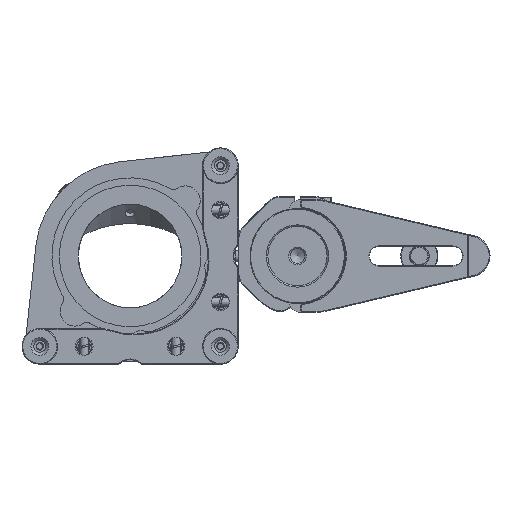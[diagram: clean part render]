
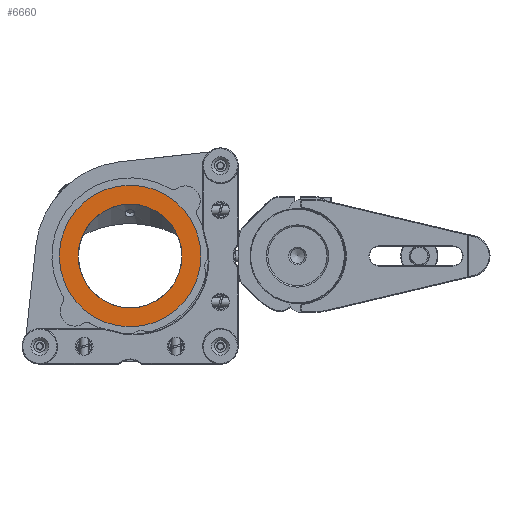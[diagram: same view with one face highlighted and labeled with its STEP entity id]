
A CAD part, front view. The second image highlights one B-rep face of the part: STEP entity #6660.
In plain terms, the highlighted planar face has unit normal (0, -1, 0).
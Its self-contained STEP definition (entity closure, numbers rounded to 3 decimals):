
#5289 = AXIS2_PLACEMENT_3D ( 'NONE', #52714, #19702, #39024 ) ;
#5381 = EDGE_LOOP ( 'NONE', ( #20048 ) ) ;
#6660 = ADVANCED_FACE ( 'NONE', ( #28183, #56227 ), #48112, .F. ) ;
#19220 = AXIS2_PLACEMENT_3D ( 'NONE', #61530, #33144, #38149 ) ;
#19702 = DIRECTION ( 'NONE',  ( 0., 1., 0. ) ) ;
#20048 = ORIENTED_EDGE ( 'NONE', *, *, #20451, .F. ) ;
#20451 = EDGE_CURVE ( 'NONE', #35500, #35500, #49649, .T. ) ;
#23756 = AXIS2_PLACEMENT_3D ( 'NONE', #60153, #56058, #36465 ) ;
#24228 = CIRCLE ( 'NONE', #5289, 17.5 ) ;
#25549 = VERTEX_POINT ( 'NONE', #44549 ) ;
#25850 = CARTESIAN_POINT ( 'NONE',  ( -60.262, 68.04, 57.4 ) ) ;
#28183 = FACE_OUTER_BOUND ( 'NONE', #5381, .T. ) ;
#33144 = DIRECTION ( 'NONE',  ( 0., 1., 0. ) ) ;
#35500 = VERTEX_POINT ( 'NONE', #25850 ) ;
#36002 = ORIENTED_EDGE ( 'NONE', *, *, #51072, .T. ) ;
#36465 = DIRECTION ( 'NONE',  ( 0., 0., 1. ) ) ;
#38149 = DIRECTION ( 'NONE',  ( 0., 0., -1. ) ) ;
#39024 = DIRECTION ( 'NONE',  ( 0., 0., 1. ) ) ;
#42815 = EDGE_LOOP ( 'NONE', ( #36002 ) ) ;
#44549 = CARTESIAN_POINT ( 'NONE',  ( -60.262, 68.04, 49.5 ) ) ;
#48112 = PLANE ( 'NONE',  #19220 ) ;
#49649 = CIRCLE ( 'NONE', #23756, 25.4 ) ;
#51072 = EDGE_CURVE ( 'NONE', #25549, #25549, #24228, .T. ) ;
#52714 = CARTESIAN_POINT ( 'NONE',  ( -60.262, 68.04, 32. ) ) ;
#56058 = DIRECTION ( 'NONE',  ( 0., 1., 0. ) ) ;
#56227 = FACE_BOUND ( 'NONE', #42815, .T. ) ;
#60153 = CARTESIAN_POINT ( 'NONE',  ( -60.262, 68.04, 32. ) ) ;
#61530 = CARTESIAN_POINT ( 'NONE',  ( -60.262, 68.04, 32. ) ) ;
